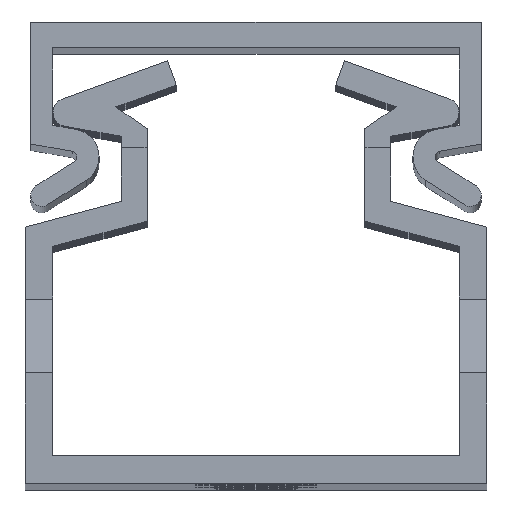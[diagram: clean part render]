
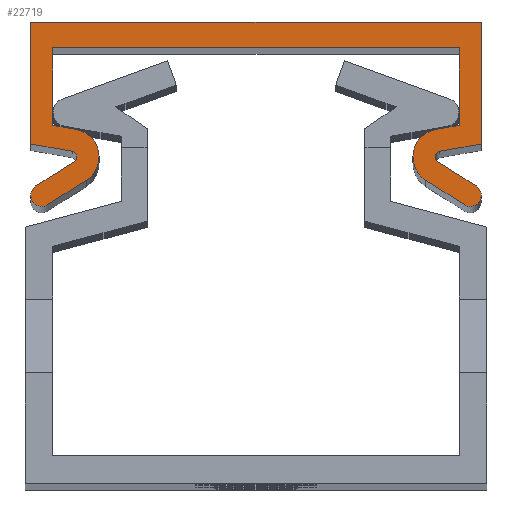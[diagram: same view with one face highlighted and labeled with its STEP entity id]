
A CAD part, top view. The second image highlights one B-rep face of the part: STEP entity #22719.
In plain terms, the highlighted planar face has unit normal (0, 0, 1).
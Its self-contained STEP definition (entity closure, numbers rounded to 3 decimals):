
#22312=DIRECTION('',(0.,1.,0.));
#22313=VECTOR('',#22312,6.607);
#22314=CARTESIAN_POINT('',(12.2,-5.207,100.));
#22315=LINE('',#22314,#22313);
#22320=DIRECTION('',(1.,0.,0.));
#22321=VECTOR('',#22320,24.4);
#22322=CARTESIAN_POINT('',(-12.2,1.4,100.));
#22323=LINE('',#22322,#22321);
#22324=DIRECTION('',(-0.985,-0.174,0.));
#22325=VECTOR('',#22324,2.287);
#22326=CARTESIAN_POINT('',(12.2,-5.207,100.));
#22327=LINE('',#22326,#22325);
#22328=DIRECTION('',(-0.843,0.537,0.));
#22329=VECTOR('',#22328,2.47);
#22330=CARTESIAN_POINT('',(11.922,-7.48,100.));
#22331=LINE('',#22330,#22329);
#22332=CARTESIAN_POINT('',(11.6,-7.986,100.));
#22333=DIRECTION('',(0.,0.,1.));
#22334=DIRECTION('',(-0.537,-0.843,0.));
#22335=AXIS2_PLACEMENT_3D('',#22332,#22333,#22334);
#22337=DIRECTION('',(0.843,-0.537,0.));
#22338=VECTOR('',#22337,2.47);
#22339=CARTESIAN_POINT('',(9.194,-7.165,100.));
#22340=LINE('',#22339,#22338);
#22341=CARTESIAN_POINT('',(10.,-5.899,100.));
#22342=DIRECTION('',(0.,0.,1.));
#22343=DIRECTION('',(-0.174,0.985,0.));
#22344=AXIS2_PLACEMENT_3D('',#22341,#22342,#22343);
#22346=CARTESIAN_POINT('',(-10.,-5.899,100.));
#22347=DIRECTION('',(0.,0.,1.));
#22348=DIRECTION('',(0.537,-0.843,0.));
#22349=AXIS2_PLACEMENT_3D('',#22346,#22347,#22348);
#22351=DIRECTION('',(0.843,0.537,0.));
#22352=VECTOR('',#22351,2.47);
#22353=CARTESIAN_POINT('',(-11.278,-8.492,100.));
#22354=LINE('',#22353,#22352);
#22355=CARTESIAN_POINT('',(-11.6,-7.986,100.));
#22356=DIRECTION('',(0.,0.,1.));
#22357=DIRECTION('',(-0.537,0.843,0.));
#22358=AXIS2_PLACEMENT_3D('',#22355,#22356,#22357);
#22360=DIRECTION('',(-0.843,-0.537,0.));
#22361=VECTOR('',#22360,2.47);
#22362=CARTESIAN_POINT('',(-9.839,-6.152,100.));
#22363=LINE('',#22362,#22361);
#22364=DIRECTION('',(0.,1.,0.));
#22365=VECTOR('',#22364,6.607);
#22366=CARTESIAN_POINT('',(-12.2,-5.207,100.));
#22367=LINE('',#22366,#22365);
#22377=CARTESIAN_POINT('',(10.,-5.899,100.));
#22378=DIRECTION('',(0.,0.,-1.));
#22379=DIRECTION('',(-0.537,-0.843,0.));
#22380=AXIS2_PLACEMENT_3D('',#22377,#22378,#22379);
#22406=DIRECTION('',(-0.985,-0.174,0.));
#22407=VECTOR('',#22406,1.28);
#22408=CARTESIAN_POINT('',(11.,-4.2,100.));
#22409=LINE('',#22408,#22407);
#22410=DIRECTION('',(0.,-1.,0.));
#22411=VECTOR('',#22410,4.2);
#22412=CARTESIAN_POINT('',(11.,0.,100.));
#22413=LINE('',#22412,#22411);
#22434=DIRECTION('',(1.,0.,0.));
#22435=VECTOR('',#22434,22.);
#22436=CARTESIAN_POINT('',(-11.,0.,100.));
#22437=LINE('',#22436,#22435);
#22446=DIRECTION('',(0.,1.,0.));
#22447=VECTOR('',#22446,4.2);
#22448=CARTESIAN_POINT('',(-11.,-4.2,100.));
#22449=LINE('',#22448,#22447);
#22450=DIRECTION('',(-0.985,0.174,0.));
#22451=VECTOR('',#22450,1.28);
#22452=CARTESIAN_POINT('',(-9.74,-4.422,100.));
#22453=LINE('',#22452,#22451);
#22487=CARTESIAN_POINT('',(-10.,-5.899,100.));
#22488=DIRECTION('',(0.,0.,-1.));
#22489=DIRECTION('',(0.174,0.985,0.));
#22490=AXIS2_PLACEMENT_3D('',#22487,#22488,#22489);
#22492=DIRECTION('',(0.985,-0.174,0.));
#22493=VECTOR('',#22492,2.287);
#22494=CARTESIAN_POINT('',(-12.2,-5.207,100.));
#22495=LINE('',#22494,#22493);
#22510=CARTESIAN_POINT('',(-11.278,-8.492,100.));
#22511=CARTESIAN_POINT('',(-9.194,-7.165,100.));
#22512=VERTEX_POINT('',#22510);
#22513=VERTEX_POINT('',#22511);
#22514=CARTESIAN_POINT('',(-9.74,-4.422,100.));
#22515=VERTEX_POINT('',#22514);
#22517=CARTESIAN_POINT('',(-9.839,-6.152,100.));
#22519=VERTEX_POINT('',#22517);
#22521=CARTESIAN_POINT('',(-9.948,-5.604,100.));
#22523=VERTEX_POINT('',#22521);
#22526=CARTESIAN_POINT('',(-11.922,-7.48,100.));
#22527=VERTEX_POINT('',#22526);
#22532=CARTESIAN_POINT('',(9.839,-6.152,100.));
#22533=CARTESIAN_POINT('',(9.948,-5.604,100.));
#22534=VERTEX_POINT('',#22532);
#22535=VERTEX_POINT('',#22533);
#22544=CARTESIAN_POINT('',(9.74,-4.422,100.));
#22545=CARTESIAN_POINT('',(9.194,-7.165,100.));
#22546=VERTEX_POINT('',#22544);
#22547=VERTEX_POINT('',#22545);
#22548=CARTESIAN_POINT('',(11.278,-8.492,100.));
#22549=VERTEX_POINT('',#22548);
#22550=CARTESIAN_POINT('',(11.922,-7.48,100.));
#22551=VERTEX_POINT('',#22550);
#22553=CARTESIAN_POINT('',(12.2,1.4,100.));
#22555=VERTEX_POINT('',#22553);
#22557=CARTESIAN_POINT('',(-12.2,1.4,100.));
#22559=VERTEX_POINT('',#22557);
#22560=CARTESIAN_POINT('',(-12.2,-5.207,100.));
#22562=VERTEX_POINT('',#22560);
#22564=CARTESIAN_POINT('',(12.2,-5.207,100.));
#22566=VERTEX_POINT('',#22564);
#22569=CARTESIAN_POINT('',(11.,0.,100.));
#22571=VERTEX_POINT('',#22569);
#22573=CARTESIAN_POINT('',(-11.,0.,100.));
#22575=VERTEX_POINT('',#22573);
#22577=CARTESIAN_POINT('',(-11.,-4.2,100.));
#22579=VERTEX_POINT('',#22577);
#22580=CARTESIAN_POINT('',(11.,-4.2,100.));
#22582=VERTEX_POINT('',#22580);
#22675=CARTESIAN_POINT('',(0.,0.,100.));
#22676=DIRECTION('',(0.,0.,1.));
#22677=DIRECTION('',(1.,0.,0.));
#22678=AXIS2_PLACEMENT_3D('',#22675,#22676,#22677);
#22679=PLANE('',#22678);
#22680=ORIENTED_EDGE('',*,*,#22640,.T.);
#22681=ORIENTED_EDGE('',*,*,#22655,.F.);
#22682=ORIENTED_EDGE('',*,*,#22666,.T.);
#22684=ORIENTED_EDGE('',*,*,#22683,.F.);
#22686=ORIENTED_EDGE('',*,*,#22685,.F.);
#22688=ORIENTED_EDGE('',*,*,#22687,.F.);
#22690=ORIENTED_EDGE('',*,*,#22689,.F.);
#22692=ORIENTED_EDGE('',*,*,#22691,.F.);
#22694=ORIENTED_EDGE('',*,*,#22693,.F.);
#22696=ORIENTED_EDGE('',*,*,#22695,.F.);
#22698=ORIENTED_EDGE('',*,*,#22697,.F.);
#22700=ORIENTED_EDGE('',*,*,#22699,.F.);
#22702=ORIENTED_EDGE('',*,*,#22701,.F.);
#22704=ORIENTED_EDGE('',*,*,#22703,.F.);
#22706=ORIENTED_EDGE('',*,*,#22705,.F.);
#22708=ORIENTED_EDGE('',*,*,#22707,.F.);
#22710=ORIENTED_EDGE('',*,*,#22709,.F.);
#22712=ORIENTED_EDGE('',*,*,#22711,.F.);
#22714=ORIENTED_EDGE('',*,*,#22713,.F.);
#22716=ORIENTED_EDGE('',*,*,#22715,.T.);
#22717=EDGE_LOOP('',(#22680,#22681,#22682,#22684,#22686,#22688,#22690,#22692,
#22694,#22696,#22698,#22700,#22702,#22704,#22706,#22708,#22710,#22712,#22714,
#22716));
#22718=FACE_OUTER_BOUND('',#22717,.F.);
#22336=CIRCLE('',#22335,0.6);
#22345=CIRCLE('',#22344,1.5);
#22350=CIRCLE('',#22349,1.5);
#22359=CIRCLE('',#22358,0.6);
#22381=CIRCLE('',#22380,0.3);
#22491=CIRCLE('',#22490,0.3);
#22640=EDGE_CURVE('',#22559,#22555,#22323,.T.);
#22655=EDGE_CURVE('',#22566,#22555,#22315,.T.);
#22666=EDGE_CURVE('',#22566,#22535,#22327,.T.);
#22683=EDGE_CURVE('',#22534,#22535,#22381,.T.);
#22685=EDGE_CURVE('',#22551,#22534,#22331,.T.);
#22687=EDGE_CURVE('',#22549,#22551,#22336,.T.);
#22689=EDGE_CURVE('',#22547,#22549,#22340,.T.);
#22691=EDGE_CURVE('',#22546,#22547,#22345,.T.);
#22693=EDGE_CURVE('',#22582,#22546,#22409,.T.);
#22695=EDGE_CURVE('',#22571,#22582,#22413,.T.);
#22697=EDGE_CURVE('',#22575,#22571,#22437,.T.);
#22699=EDGE_CURVE('',#22579,#22575,#22449,.T.);
#22701=EDGE_CURVE('',#22515,#22579,#22453,.T.);
#22703=EDGE_CURVE('',#22513,#22515,#22350,.T.);
#22705=EDGE_CURVE('',#22512,#22513,#22354,.T.);
#22707=EDGE_CURVE('',#22527,#22512,#22359,.T.);
#22709=EDGE_CURVE('',#22519,#22527,#22363,.T.);
#22711=EDGE_CURVE('',#22523,#22519,#22491,.T.);
#22713=EDGE_CURVE('',#22562,#22523,#22495,.T.);
#22715=EDGE_CURVE('',#22562,#22559,#22367,.T.);
#22719=ADVANCED_FACE('',(#22718),#22679,.T.);
